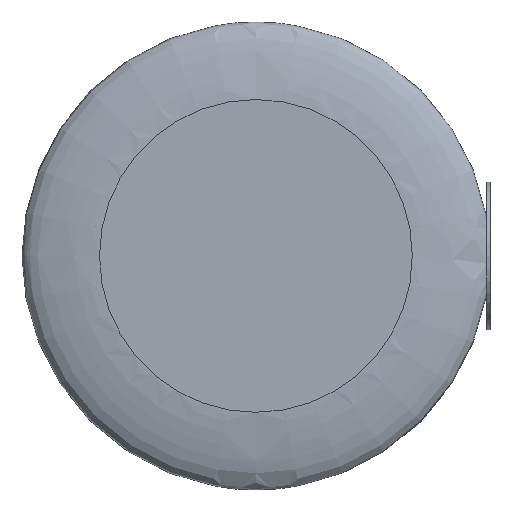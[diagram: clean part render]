
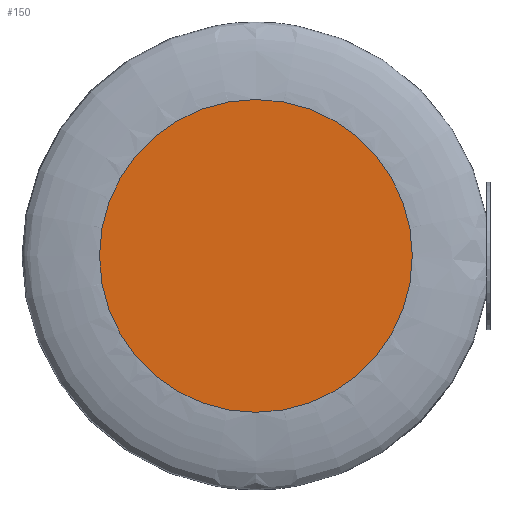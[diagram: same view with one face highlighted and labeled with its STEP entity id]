
A CAD part, top view. The second image highlights one B-rep face of the part: STEP entity #150.
In plain terms, the highlighted planar face has unit normal (0, 0, 1).
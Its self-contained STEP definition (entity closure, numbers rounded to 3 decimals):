
#42=FACE_OUTER_BOUND('',#53,.T.);
#53=EDGE_LOOP('',(#112));
#63=CIRCLE('',#179,25.386);
#76=VERTEX_POINT('',#321);
#90=EDGE_CURVE('',#76,#76,#63,.T.);
#112=ORIENTED_EDGE('',*,*,#90,.F.);
#145=PLANE('',#178);
#150=ADVANCED_FACE('',(#42),#145,.T.);
#178=AXIS2_PLACEMENT_3D('',#320,#211,#212);
#179=AXIS2_PLACEMENT_3D('',#322,#213,#214);
#211=DIRECTION('center_axis',(0.,0.,1.));
#212=DIRECTION('ref_axis',(1.,0.,0.));
#213=DIRECTION('center_axis',(0.,0.,-1.));
#214=DIRECTION('ref_axis',(1.,0.,0.));
#320=CARTESIAN_POINT('Origin',(-25.386,0.,10.435));
#321=CARTESIAN_POINT('',(25.386,0.,10.435));
#322=CARTESIAN_POINT('Origin',(0.,0.,10.435));
